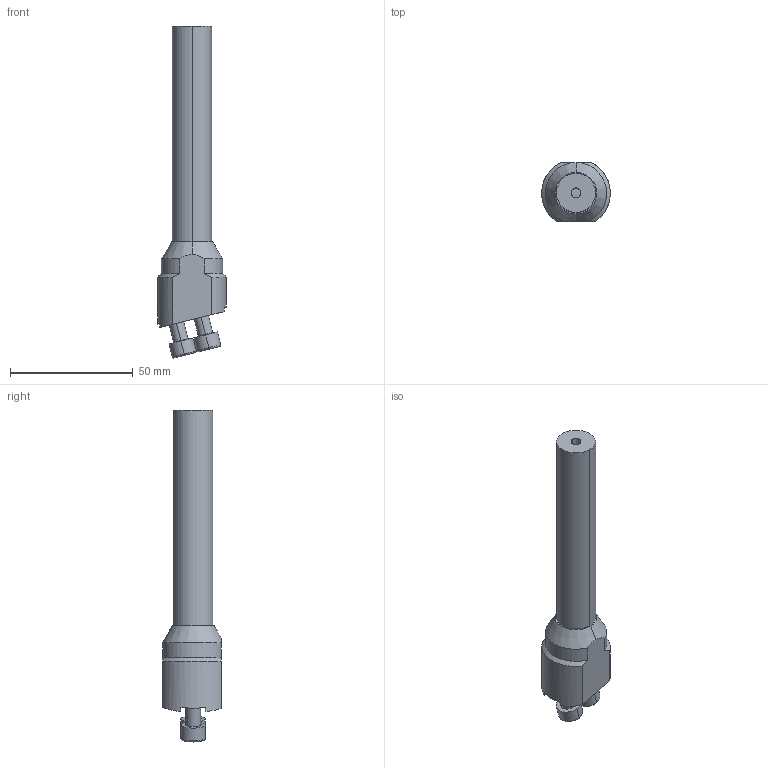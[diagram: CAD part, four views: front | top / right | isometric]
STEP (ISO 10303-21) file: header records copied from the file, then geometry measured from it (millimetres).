
FILE_DESCRIPTION(('no description'),'unknown implementation level');
FILE_NAME('A15402CF-9DCF-4C0E-B25F-C642C141666F_export.stp',' ',('CIMSOURCE GmbH'),('CADClick - KiM GmbH - www.kimweb.de'),'unknown preprocess','ACIS','unknown authorization');
FILE_SCHEMA(('automotive_design'));
Length unit declared in the file: millimetre
Products named in the file (3): 615.257 Kaiser D16 X 123HM|690.150 Kaiser ETL M6X16_Standard;NONE; 615.257 Kaiser D16 X 123HM|615.257 Kaiser D16 X 123HM_Standard;NONE
Bounding box: 27.97 x 24 x 135.46 mm (x, y, z)
Volume: 32663 mm3; surface area: 11637.7 mm2
Topology: 3 solids, 3 shells, 121 faces, 290 edges, 177 vertices
Faces by surface type: plane 53, cylinder 44, cone 16, torus 8
Entity records: 6947 total; most frequent: CARTESIAN_POINT 849, DIRECTION 600, STYLED_ITEM 583, PRESENTATION_STYLE_ASSIGNMENT 583, COLOUR_RGB 583, ORIENTED_EDGE 564, EDGE_CURVE 282, CURVE_STYLE 282
